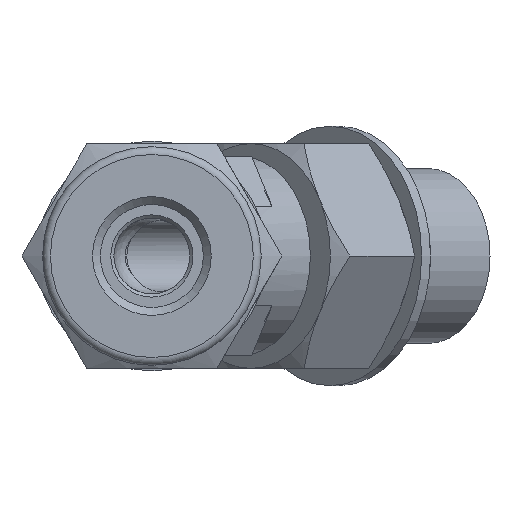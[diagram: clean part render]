
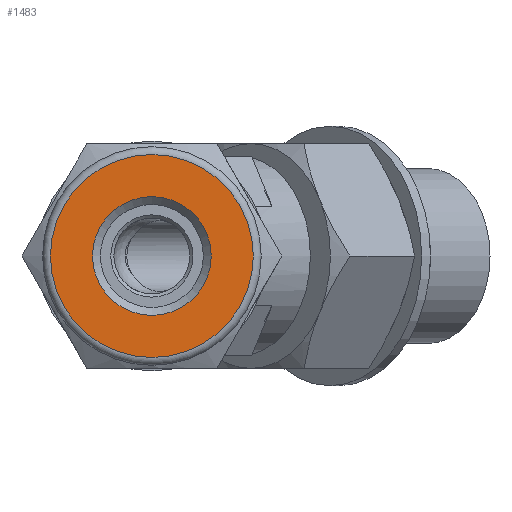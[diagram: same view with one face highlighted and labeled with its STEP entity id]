
A CAD part, left-side view. The second image highlights one B-rep face of the part: STEP entity #1483.
In plain terms, the highlighted planar face has unit normal (-1, 0, 0).
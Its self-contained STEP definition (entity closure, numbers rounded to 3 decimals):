
#36=FACE_BOUND('',#350,.T.);
#121=CIRCLE('',#1667,3.775);
#122=CIRCLE('',#1669,6.45);
#245=FACE_OUTER_BOUND('',#349,.T.);
#349=EDGE_LOOP('',(#1258));
#350=EDGE_LOOP('',(#1259));
#696=VERTEX_POINT('',#2646);
#697=VERTEX_POINT('',#2650);
#894=EDGE_CURVE('',#696,#696,#121,.T.);
#895=EDGE_CURVE('',#697,#697,#122,.T.);
#1258=ORIENTED_EDGE('',*,*,#895,.F.);
#1259=ORIENTED_EDGE('',*,*,#894,.T.);
#1399=PLANE('',#1668);
#1483=ADVANCED_FACE('',(#245,#36),#1399,.T.);
#1667=AXIS2_PLACEMENT_3D('',#2648,#2071,#2072);
#1668=AXIS2_PLACEMENT_3D('',#2649,#2073,#2074);
#1669=AXIS2_PLACEMENT_3D('',#2651,#2075,#2076);
#2071=DIRECTION('center_axis',(1.,0.,0.));
#2072=DIRECTION('ref_axis',(0.,0.,-1.));
#2073=DIRECTION('center_axis',(-1.,0.,0.));
#2074=DIRECTION('ref_axis',(0.,0.,1.));
#2075=DIRECTION('center_axis',(1.,0.,0.));
#2076=DIRECTION('ref_axis',(0.,0.,-1.));
#2646=CARTESIAN_POINT('',(-25.838,-3.775,0.));
#2648=CARTESIAN_POINT('Origin',(-25.838,0.,
0.));
#2649=CARTESIAN_POINT('Origin',(-25.838,6.45,0.));
#2650=CARTESIAN_POINT('',(-25.838,0.,6.45));
#2651=CARTESIAN_POINT('Origin',(-25.838,0.,
0.));
